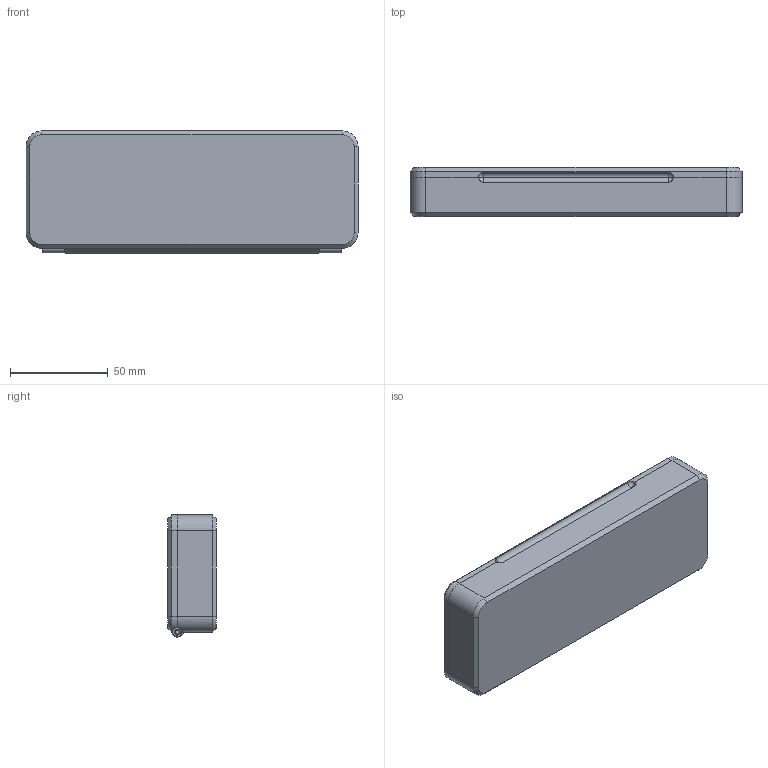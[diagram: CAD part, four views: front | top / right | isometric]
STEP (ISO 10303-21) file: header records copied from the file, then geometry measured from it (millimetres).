
FILE_DESCRIPTION(/* description */ (''),/* implementation_level */ '2;1');
FILE_NAME(/* name */ 'ts80_case v2.step',/* time_stamp */ '2020-05-22T11:15:30+02:00',/* author */ (''),/* organization */ (''),/* preprocessor_version */ 'ST-DEVELOPER v18.1',/* originating_system */ 'Autodesk Translation Framework v9.2.0.1227',/* authorisation */ '');
FILE_SCHEMA (('AUTOMOTIVE_DESIGN { 1 0 10303 214 3 1 1 }'));
Length unit declared in the file: millimetre
Products named in the file (5): ts80_case; Box; Cap; Arm; Solder Spool 
Assembly tree (4 placements, depth 2):
  ts80_case
    Box
    Cap
    Arm
    Solder Spool 
Bounding box: 170 x 25 x 62.49 mm (x, y, z)
Volume: 144796.4 mm3; surface area: 76029.9 mm2
Topology: 9 solids, 9 shells, 723 faces, 1439 edges, 745 vertices
Faces by surface type: plane 569, cylinder 110, torus 16, cone 12, bspline 12, sphere 4
Full cylindrical faces by diameter (mm): 1.5 x4, 2 x3, 3 x6, 4 x1, 11 x1, 50 x1
Entity records: 20667 total; most frequent: CARTESIAN_POINT 5901, DIRECTION 3065, ORIENTED_EDGE 2880, EDGE_CURVE 1440, LINE 1155, VECTOR 1155, AXIS2_PLACEMENT_3D 955, EDGE_LOOP 748
